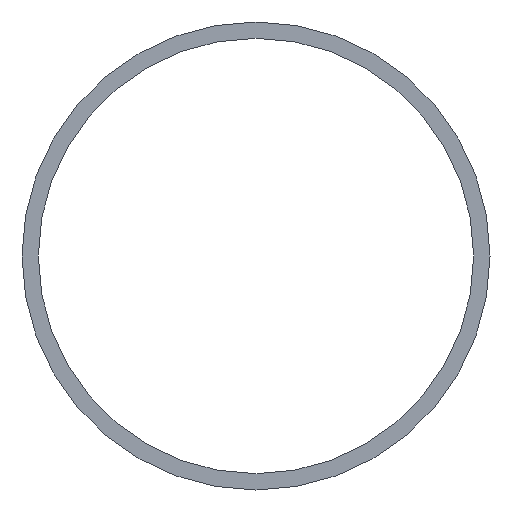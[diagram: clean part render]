
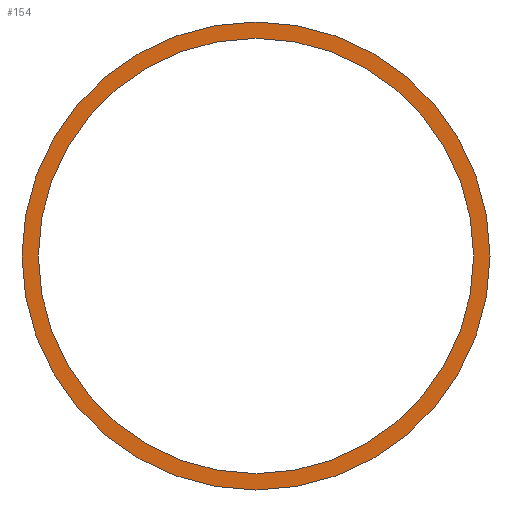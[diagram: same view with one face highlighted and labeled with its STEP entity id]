
A CAD part, left-side view. The second image highlights one B-rep face of the part: STEP entity #154.
In plain terms, the highlighted planar face has unit normal (-1, 0, 0).
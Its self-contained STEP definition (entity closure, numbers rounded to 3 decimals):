
#17 = CIRCLE ( 'NONE', #70, 32.25 ) ;
#19 = AXIS2_PLACEMENT_3D ( 'NONE', #90, #217, #111 ) ;
#23 = EDGE_LOOP ( 'NONE', ( #55, #216 ) ) ;
#28 = DIRECTION ( 'NONE',  ( -1., 0., 0. ) ) ;
#29 = CARTESIAN_POINT ( 'NONE',  ( 0., 0., -30. ) ) ;
#42 = AXIS2_PLACEMENT_3D ( 'NONE', #107, #207, #63 ) ;
#55 = ORIENTED_EDGE ( 'NONE', *, *, #98, .T. ) ;
#61 = CIRCLE ( 'NONE', #93, 30. ) ;
#63 = DIRECTION ( 'NONE',  ( 0., 0., -1. ) ) ;
#68 = EDGE_CURVE ( 'NONE', #118, #97, #17, .T. ) ;
#70 = AXIS2_PLACEMENT_3D ( 'NONE', #145, #96, #183 ) ;
#72 = ORIENTED_EDGE ( 'NONE', *, *, #131, .F. ) ;
#86 = VERTEX_POINT ( 'NONE', #228 ) ;
#89 = CIRCLE ( 'NONE', #144, 32.25 ) ;
#90 = CARTESIAN_POINT ( 'NONE',  ( 0., 0., 0. ) ) ;
#93 = AXIS2_PLACEMENT_3D ( 'NONE', #101, #28, #206 ) ;
#96 = DIRECTION ( 'NONE',  ( -1., 0., 0. ) ) ;
#97 = VERTEX_POINT ( 'NONE', #128 ) ;
#98 = EDGE_CURVE ( 'NONE', #97, #118, #89, .T. ) ;
#99 = CIRCLE ( 'NONE', #19, 30. ) ;
#101 = CARTESIAN_POINT ( 'NONE',  ( 0., 0., 0. ) ) ;
#107 = CARTESIAN_POINT ( 'NONE',  ( 0., 32.25, 0. ) ) ;
#111 = DIRECTION ( 'NONE',  ( 0., 0., 1. ) ) ;
#118 = VERTEX_POINT ( 'NONE', #211 ) ;
#125 = DIRECTION ( 'NONE',  ( 0., 0., 1. ) ) ;
#127 = DIRECTION ( 'NONE',  ( -1., 0., 0. ) ) ;
#128 = CARTESIAN_POINT ( 'NONE',  ( 0., 0., 32.25 ) ) ;
#131 = EDGE_CURVE ( 'NONE', #86, #198, #61, .T. ) ;
#144 = AXIS2_PLACEMENT_3D ( 'NONE', #190, #127, #125 ) ;
#145 = CARTESIAN_POINT ( 'NONE',  ( 0., 0., 0. ) ) ;
#154 = ADVANCED_FACE ( 'NONE', ( #247, #175 ), #249, .F. ) ;
#175 = FACE_OUTER_BOUND ( 'NONE', #23, .T. ) ;
#177 = EDGE_LOOP ( 'NONE', ( #72, #182 ) ) ;
#182 = ORIENTED_EDGE ( 'NONE', *, *, #229, .F. ) ;
#183 = DIRECTION ( 'NONE',  ( 0., 0., 1. ) ) ;
#190 = CARTESIAN_POINT ( 'NONE',  ( 0., 0., 0. ) ) ;
#198 = VERTEX_POINT ( 'NONE', #29 ) ;
#206 = DIRECTION ( 'NONE',  ( 0., 0., 1. ) ) ;
#207 = DIRECTION ( 'NONE',  ( 1., 0., 0. ) ) ;
#211 = CARTESIAN_POINT ( 'NONE',  ( 0., 0., -32.25 ) ) ;
#216 = ORIENTED_EDGE ( 'NONE', *, *, #68, .T. ) ;
#217 = DIRECTION ( 'NONE',  ( -1., 0., 0. ) ) ;
#228 = CARTESIAN_POINT ( 'NONE',  ( 0., 0., 30. ) ) ;
#229 = EDGE_CURVE ( 'NONE', #198, #86, #99, .T. ) ;
#247 = FACE_BOUND ( 'NONE', #177, .T. ) ;
#249 = PLANE ( 'NONE',  #42 ) ;
